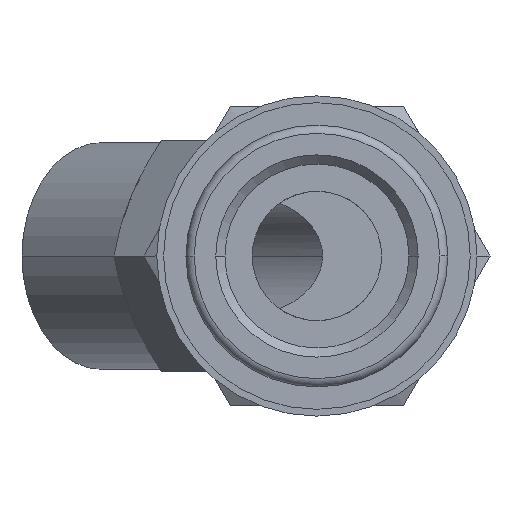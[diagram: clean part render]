
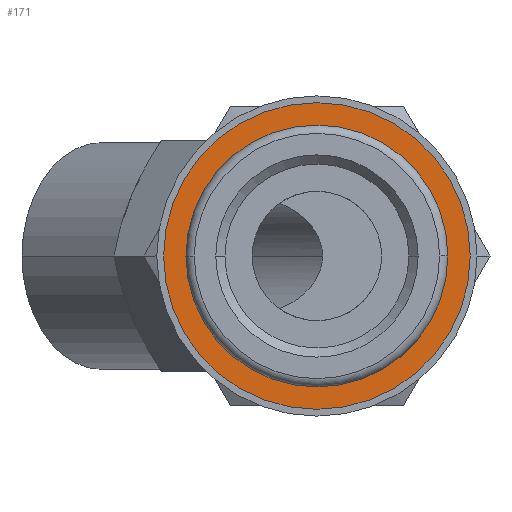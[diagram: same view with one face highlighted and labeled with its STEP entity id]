
A CAD part, front view. The second image highlights one B-rep face of the part: STEP entity #171.
In plain terms, the highlighted planar face has unit normal (0, -1, 0).
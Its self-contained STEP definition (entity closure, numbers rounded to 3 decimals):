
#171=ADVANCED_FACE('',(#383,#384),#385,.T.);
#383=FACE_BOUND('',#632,.T.);
#384=FACE_OUTER_BOUND('',#633,.T.);
#385=PLANE('',#634);
#632=EDGE_LOOP('',(#1072,#1073,#1074));
#633=EDGE_LOOP('',(#1075,#1076));
#634=AXIS2_PLACEMENT_3D('',#1077,#1078,#1079);
#1072=ORIENTED_EDGE('',*,*,#1570,.T.);
#1073=ORIENTED_EDGE('',*,*,#1494,.T.);
#1074=ORIENTED_EDGE('',*,*,#1571,.T.);
#1075=ORIENTED_EDGE('',*,*,#1531,.F.);
#1076=ORIENTED_EDGE('',*,*,#1572,.F.);
#1077=CARTESIAN_POINT('',(5.625,3.6,0.0));
#1078=DIRECTION('',(-0.0,-1.0,-0.0));
#1079=DIRECTION('',(-1.0,0.0,0.0));
#1494=EDGE_CURVE('',#1802,#1800,#1803,.T.);
#1531=EDGE_CURVE('',#1854,#1857,#1858,.T.);
#1570=EDGE_CURVE('',#1910,#1802,#1911,.T.);
#1571=EDGE_CURVE('',#1800,#1910,#1912,.T.);
#1572=EDGE_CURVE('',#1857,#1854,#1913,.T.);
#1800=VERTEX_POINT('',#2394);
#1802=VERTEX_POINT('',#2396);
#1803=CIRCLE('',#2397,9.156);
#1854=VERTEX_POINT('',#2488);
#1857=VERTEX_POINT('',#2492);
#1858=CIRCLE('',#2493,11.25);
#1910=VERTEX_POINT('',#2663);
#1911=CIRCLE('',#2664,9.156);
#1912=CIRCLE('',#2665,9.156);
#1913=CIRCLE('',#2666,11.25);
#2394=CARTESIAN_POINT('',(-9.156,3.6,0.));
#2396=CARTESIAN_POINT('',(9.156,3.6,0.));
#2397=AXIS2_PLACEMENT_3D('',#3004,#3005,#3006);
#2488=CARTESIAN_POINT('',(11.25,3.6,0.0));
#2492=CARTESIAN_POINT('',(-11.25,3.6,0.));
#2493=AXIS2_PLACEMENT_3D('',#3066,#3067,#3068);
#2663=CARTESIAN_POINT('',(0.,3.6,9.156));
#2664=AXIS2_PLACEMENT_3D('',#3096,#3097,#3098);
#2665=AXIS2_PLACEMENT_3D('',#3099,#3100,#3101);
#2666=AXIS2_PLACEMENT_3D('',#3102,#3103,#3104);
#3004=CARTESIAN_POINT('',(0.0,3.6,0.0));
#3005=DIRECTION('',(0.0,1.0,0.0));
#3006=DIRECTION('',(0.0,0.0,-1.0));
#3066=CARTESIAN_POINT('',(0.0,3.6,0.0));
#3067=DIRECTION('',(-0.0,1.0,0.0));
#3068=DIRECTION('',(1.0,0.0,0.0));
#3096=CARTESIAN_POINT('',(0.0,3.6,0.0));
#3097=DIRECTION('',(0.0,1.0,0.0));
#3098=DIRECTION('',(0.0,0.0,-1.0));
#3099=CARTESIAN_POINT('',(0.0,3.6,0.0));
#3100=DIRECTION('',(0.0,1.0,0.0));
#3101=DIRECTION('',(0.0,0.0,-1.0));
#3102=CARTESIAN_POINT('',(0.0,3.6,0.0));
#3103=DIRECTION('',(-0.0,1.0,0.0));
#3104=DIRECTION('',(1.0,0.0,0.0));
